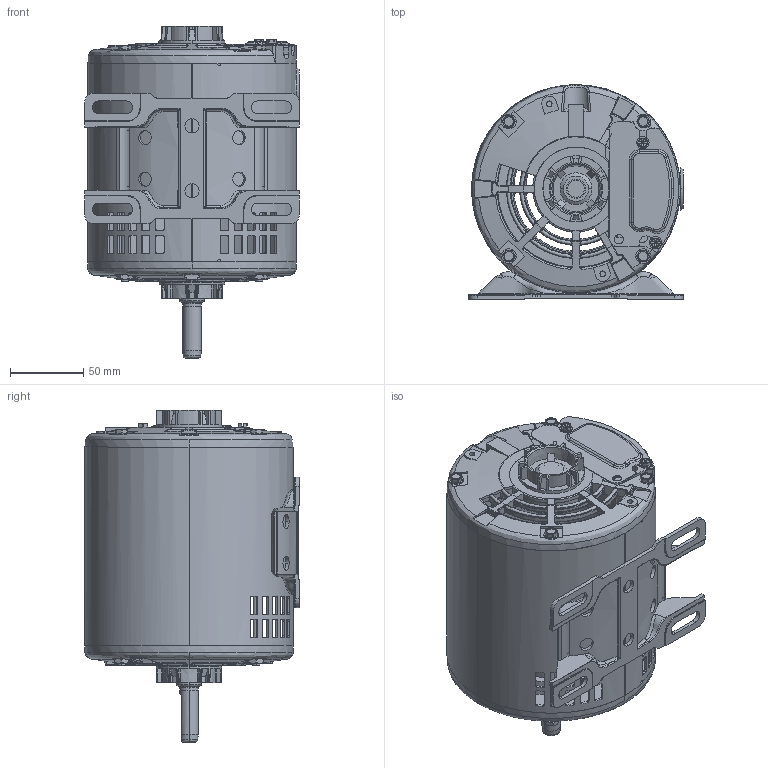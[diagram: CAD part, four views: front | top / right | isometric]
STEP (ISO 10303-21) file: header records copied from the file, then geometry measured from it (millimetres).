
FILE_DESCRIPTION (( 'STEP AP214' ), '1' );
FILE_NAME ('4354 1st b2.STEP', '2019-06-05T15:47:12', ( '' ), ( '' ), 'SwSTEP 2.0', 'SolidWorks 2017', '' );
FILE_SCHEMA (( 'AUTOMOTIVE_DESIGN' ));
Length unit declared in the file: inch
Products named in the file (1): 4354 1st b2
Bounding box: 146.81 x 146.78 x 227.08 mm (x, y, z)
Volume: 360014.9 mm3; surface area: 283830.4 mm2
Topology: 17 solids, 17 shells, 3315 faces, 8712 edges, 5442 vertices
Faces by surface type: plane 1095, bspline 999, cylinder 629, cone 592
Entity records: 152821 total; most frequent: CARTESIAN_POINT 78394, ORIENTED_EDGE 17340, DIRECTION 13304, EDGE_CURVE 8670, VERTEX_POINT 5442, AXIS2_PLACEMENT_3D 5137, EDGE_LOOP 3522, FACE_OUTER_BOUND 3315
